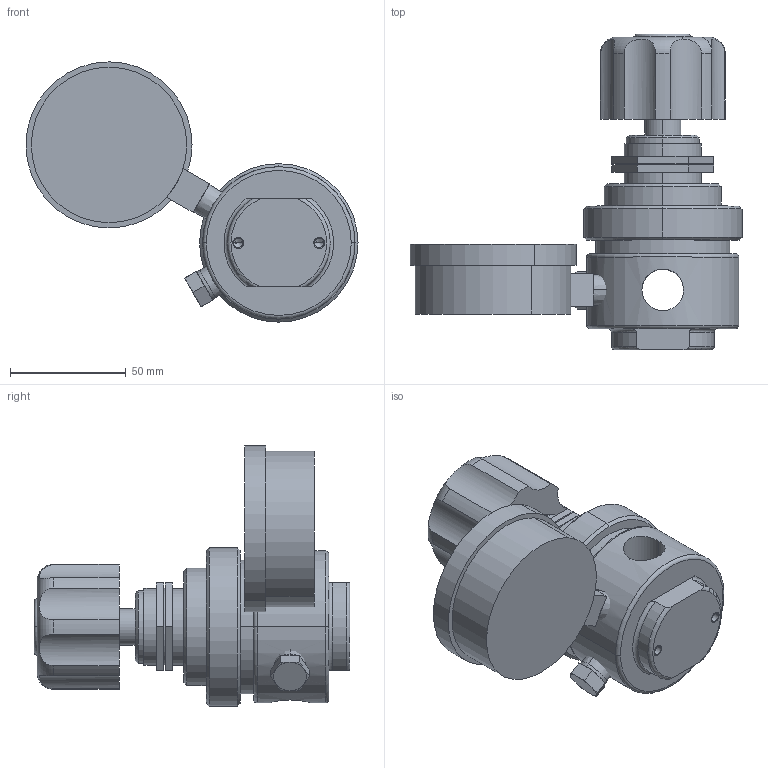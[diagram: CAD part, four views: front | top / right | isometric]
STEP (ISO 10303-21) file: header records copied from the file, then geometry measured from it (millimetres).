
FILE_DESCRIPTION((''),'2;1');
FILE_NAME('M3240_ASM','2019-03-08T',('dlachman'),('MATHESON TRI-GAS'),'CREO PARAMETRIC BY PTC INC, 2018220','CREO PARAMETRIC BY PTC INC, 2018220','');
FILE_SCHEMA(('CONFIG_CONTROL_DESIGN'));
Length unit declared in the file: inch
Products named in the file (4): MREG-5043-BA; MGAG-0028-BA; MPLU-0049-BO; M3240_ASM
Assembly tree (3 placements, depth 2):
  M3240_ASM
    MREG-5043-BA
    MGAG-0028-BA
    MPLU-0049-BO
Bounding box: 143.7 x 136.65 x 112.65 mm (x, y, z)
Volume: 404189.5 mm3; surface area: 57797.8 mm2
Topology: 3 solids, 5 shells, 139 faces, 324 edges, 206 vertices
Faces by surface type: cylinder 56, plane 49, cone 18, torus 16
Entity records: 4598 total; most frequent: CARTESIAN_POINT 1261, DIRECTION 717, ORIENTED_EDGE 632, EDGE_CURVE 320, AXIS2_PLACEMENT_3D 292, VERTEX_POINT 206, EDGE_LOOP 164, CIRCLE 144
